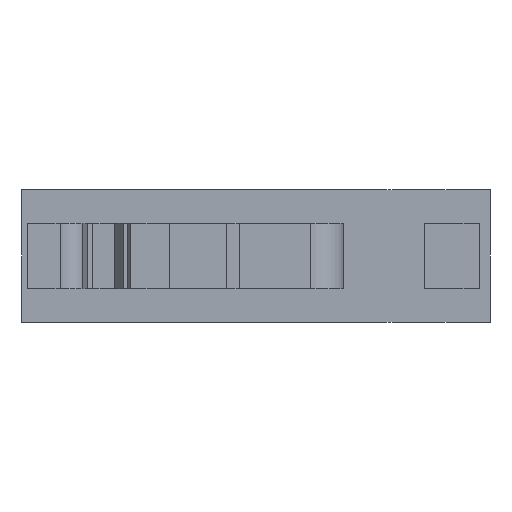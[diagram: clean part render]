
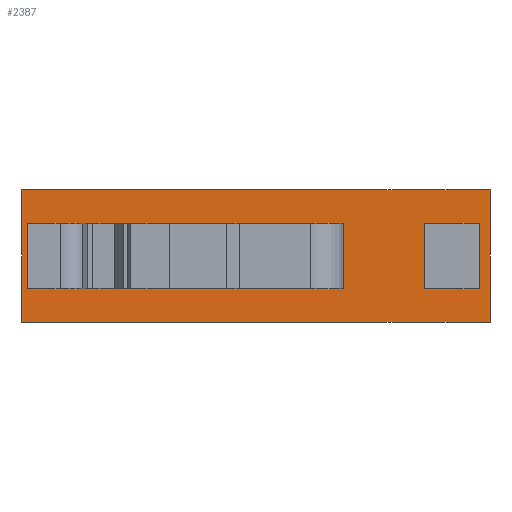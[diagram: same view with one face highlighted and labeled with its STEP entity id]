
A CAD part, front view. The second image highlights one B-rep face of the part: STEP entity #2387.
In plain terms, the highlighted planar face has unit normal (0, -1, 0).
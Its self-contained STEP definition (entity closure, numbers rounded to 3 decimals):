
#279=DIRECTION('',(1.,0.,0.));
#280=VECTOR('',#279,43.);
#281=CARTESIAN_POINT('',(-21.5,-16.361,6.1));
#282=LINE('',#281,#280);
#283=DIRECTION('',(-1.,0.,0.));
#284=VECTOR('',#283,43.);
#285=CARTESIAN_POINT('',(21.5,-16.361,-6.1));
#286=LINE('',#285,#284);
#287=DIRECTION('',(0.,0.,1.));
#288=VECTOR('',#287,12.2);
#289=CARTESIAN_POINT('',(-21.5,-16.361,-6.1));
#290=LINE('',#289,#288);
#291=DIRECTION('',(0.,0.,1.));
#292=VECTOR('',#291,6.);
#293=CARTESIAN_POINT('',(6.878,-16.361,-3.));
#294=LINE('',#293,#292);
#295=DIRECTION('',(1.,0.,0.));
#296=VECTOR('',#295,0.757);
#297=CARTESIAN_POINT('',(6.122,-16.361,3.));
#298=LINE('',#297,#296);
#299=DIRECTION('',(0.,0.,1.));
#300=VECTOR('',#299,6.);
#301=CARTESIAN_POINT('',(20.5,-16.361,-3.));
#302=LINE('',#301,#300);
#303=DIRECTION('',(1.,0.,0.));
#304=VECTOR('',#303,5.);
#305=CARTESIAN_POINT('',(15.5,-16.361,3.));
#306=LINE('',#305,#304);
#307=DIRECTION('',(0.,0.,1.));
#308=VECTOR('',#307,6.);
#309=CARTESIAN_POINT('',(7.878,-16.361,-3.));
#310=LINE('',#309,#308);
#311=DIRECTION('',(1.,0.,0.));
#312=VECTOR('',#311,0.757);
#313=CARTESIAN_POINT('',(7.122,-16.361,3.));
#314=LINE('',#313,#312);
#315=DIRECTION('',(0.,0.,1.));
#316=VECTOR('',#315,6.);
#317=CARTESIAN_POINT('',(6.042,-16.361,-3.));
#318=LINE('',#317,#316);
#319=DIRECTION('',(1.,0.,0.));
#320=VECTOR('',#319,27.042);
#321=CARTESIAN_POINT('',(-21.,-16.361,3.));
#322=LINE('',#321,#320);
#1077=DIRECTION('',(0.,0.,1.));
#1078=VECTOR('',#1077,12.2);
#1079=CARTESIAN_POINT('',(21.5,-16.361,-6.1));
#1080=LINE('',#1079,#1078);
#1249=DIRECTION('',(0.,0.,1.));
#1250=VECTOR('',#1249,6.);
#1251=CARTESIAN_POINT('',(6.122,-16.361,-3.));
#1252=LINE('',#1251,#1250);
#1257=DIRECTION('',(1.,0.,0.));
#1258=VECTOR('',#1257,27.042);
#1259=CARTESIAN_POINT('',(-21.,-16.361,-3.));
#1260=LINE('',#1259,#1258);
#1261=DIRECTION('',(1.,0.,0.));
#1262=VECTOR('',#1261,0.757);
#1263=CARTESIAN_POINT('',(6.122,-16.361,-3.));
#1264=LINE('',#1263,#1262);
#1265=DIRECTION('',(1.,0.,0.));
#1266=VECTOR('',#1265,0.757);
#1267=CARTESIAN_POINT('',(7.122,-16.361,-3.));
#1268=LINE('',#1267,#1266);
#1269=DIRECTION('',(1.,0.,0.));
#1270=VECTOR('',#1269,5.);
#1271=CARTESIAN_POINT('',(15.5,-16.361,-3.));
#1272=LINE('',#1271,#1270);
#1277=DIRECTION('',(0.,0.,1.));
#1278=VECTOR('',#1277,6.);
#1279=CARTESIAN_POINT('',(-21.,-16.361,-3.));
#1280=LINE('',#1279,#1278);
#1581=DIRECTION('',(0.,0.,1.));
#1582=VECTOR('',#1581,6.);
#1583=CARTESIAN_POINT('',(7.122,-16.361,-3.));
#1584=LINE('',#1583,#1582);
#1665=DIRECTION('',(0.,0.,1.));
#1666=VECTOR('',#1665,6.);
#1667=CARTESIAN_POINT('',(15.5,-16.361,-3.));
#1668=LINE('',#1667,#1666);
#1673=CARTESIAN_POINT('',(-21.,-16.361,-3.));
#1674=CARTESIAN_POINT('',(6.042,-16.361,-3.));
#1675=VERTEX_POINT('',#1673);
#1676=VERTEX_POINT('',#1674);
#1677=CARTESIAN_POINT('',(6.122,-16.361,-3.));
#1678=CARTESIAN_POINT('',(6.878,-16.361,-3.));
#1679=VERTEX_POINT('',#1677);
#1680=VERTEX_POINT('',#1678);
#1681=CARTESIAN_POINT('',(7.122,-16.361,-3.));
#1682=CARTESIAN_POINT('',(7.878,-16.361,-3.));
#1683=VERTEX_POINT('',#1681);
#1684=VERTEX_POINT('',#1682);
#1685=CARTESIAN_POINT('',(15.5,-16.361,-3.));
#1686=CARTESIAN_POINT('',(20.5,-16.361,-3.));
#1687=VERTEX_POINT('',#1685);
#1688=VERTEX_POINT('',#1686);
#1689=CARTESIAN_POINT('',(-21.,-16.361,3.));
#1690=CARTESIAN_POINT('',(6.042,-16.361,3.));
#1691=VERTEX_POINT('',#1689);
#1692=VERTEX_POINT('',#1690);
#1693=CARTESIAN_POINT('',(6.122,-16.361,3.));
#1694=CARTESIAN_POINT('',(6.878,-16.361,3.));
#1695=VERTEX_POINT('',#1693);
#1696=VERTEX_POINT('',#1694);
#1697=CARTESIAN_POINT('',(7.122,-16.361,3.));
#1698=CARTESIAN_POINT('',(7.878,-16.361,3.));
#1699=VERTEX_POINT('',#1697);
#1700=VERTEX_POINT('',#1698);
#1701=CARTESIAN_POINT('',(15.5,-16.361,3.));
#1702=CARTESIAN_POINT('',(20.5,-16.361,3.));
#1703=VERTEX_POINT('',#1701);
#1704=VERTEX_POINT('',#1702);
#1769=CARTESIAN_POINT('',(-21.5,-16.361,-6.1));
#1770=VERTEX_POINT('',#1769);
#1771=CARTESIAN_POINT('',(21.5,-16.361,-6.1));
#1773=VERTEX_POINT('',#1771);
#1893=CARTESIAN_POINT('',(-21.5,-16.361,6.1));
#1894=VERTEX_POINT('',#1893);
#1895=CARTESIAN_POINT('',(21.5,-16.361,6.1));
#1897=VERTEX_POINT('',#1895);
#2333=CARTESIAN_POINT('',(-21.5,-16.361,-6.1));
#2334=DIRECTION('',(0.,-1.,0.));
#2335=DIRECTION('',(1.,0.,0.));
#2336=AXIS2_PLACEMENT_3D('',#2333,#2334,#2335);
#2337=PLANE('',#2336);
#2339=ORIENTED_EDGE('',*,*,#2338,.T.);
#2341=ORIENTED_EDGE('',*,*,#2340,.F.);
#2342=ORIENTED_EDGE('',*,*,#2206,.T.);
#2344=ORIENTED_EDGE('',*,*,#2343,.T.);
#2345=EDGE_LOOP('',(#2339,#2341,#2342,#2344));
#2346=FACE_OUTER_BOUND('',#2345,.F.);
#2348=ORIENTED_EDGE('',*,*,#2347,.F.);
#2350=ORIENTED_EDGE('',*,*,#2349,.T.);
#2352=ORIENTED_EDGE('',*,*,#2351,.T.);
#2354=ORIENTED_EDGE('',*,*,#2353,.F.);
#2355=EDGE_LOOP('',(#2348,#2350,#2352,#2354));
#2356=FACE_BOUND('',#2355,.F.);
#2358=ORIENTED_EDGE('',*,*,#2357,.F.);
#2360=ORIENTED_EDGE('',*,*,#2359,.T.);
#2362=ORIENTED_EDGE('',*,*,#2361,.T.);
#2364=ORIENTED_EDGE('',*,*,#2363,.F.);
#2365=EDGE_LOOP('',(#2358,#2360,#2362,#2364));
#2366=FACE_BOUND('',#2365,.F.);
#2368=ORIENTED_EDGE('',*,*,#2367,.F.);
#2370=ORIENTED_EDGE('',*,*,#2369,.T.);
#2372=ORIENTED_EDGE('',*,*,#2371,.T.);
#2374=ORIENTED_EDGE('',*,*,#2373,.F.);
#2375=EDGE_LOOP('',(#2368,#2370,#2372,#2374));
#2376=FACE_BOUND('',#2375,.F.);
#2378=ORIENTED_EDGE('',*,*,#2377,.F.);
#2380=ORIENTED_EDGE('',*,*,#2379,.T.);
#2382=ORIENTED_EDGE('',*,*,#2381,.T.);
#2384=ORIENTED_EDGE('',*,*,#2383,.F.);
#2385=EDGE_LOOP('',(#2378,#2380,#2382,#2384));
#2386=FACE_BOUND('',#2385,.F.);
#2206=EDGE_CURVE('',#1773,#1770,#286,.T.);
#2338=EDGE_CURVE('',#1894,#1897,#282,.T.);
#2340=EDGE_CURVE('',#1773,#1897,#1080,.T.);
#2343=EDGE_CURVE('',#1770,#1894,#290,.T.);
#2347=EDGE_CURVE('',#1679,#1695,#1252,.T.);
#2349=EDGE_CURVE('',#1679,#1680,#1264,.T.);
#2351=EDGE_CURVE('',#1680,#1696,#294,.T.);
#2353=EDGE_CURVE('',#1695,#1696,#298,.T.);
#2357=EDGE_CURVE('',#1687,#1703,#1668,.T.);
#2359=EDGE_CURVE('',#1687,#1688,#1272,.T.);
#2361=EDGE_CURVE('',#1688,#1704,#302,.T.);
#2363=EDGE_CURVE('',#1703,#1704,#306,.T.);
#2367=EDGE_CURVE('',#1683,#1699,#1584,.T.);
#2369=EDGE_CURVE('',#1683,#1684,#1268,.T.);
#2371=EDGE_CURVE('',#1684,#1700,#310,.T.);
#2373=EDGE_CURVE('',#1699,#1700,#314,.T.);
#2377=EDGE_CURVE('',#1675,#1691,#1280,.T.);
#2379=EDGE_CURVE('',#1675,#1676,#1260,.T.);
#2381=EDGE_CURVE('',#1676,#1692,#318,.T.);
#2383=EDGE_CURVE('',#1691,#1692,#322,.T.);
#2387=ADVANCED_FACE('',(#2346,#2356,#2366,#2376,#2386),#2337,.T.);
